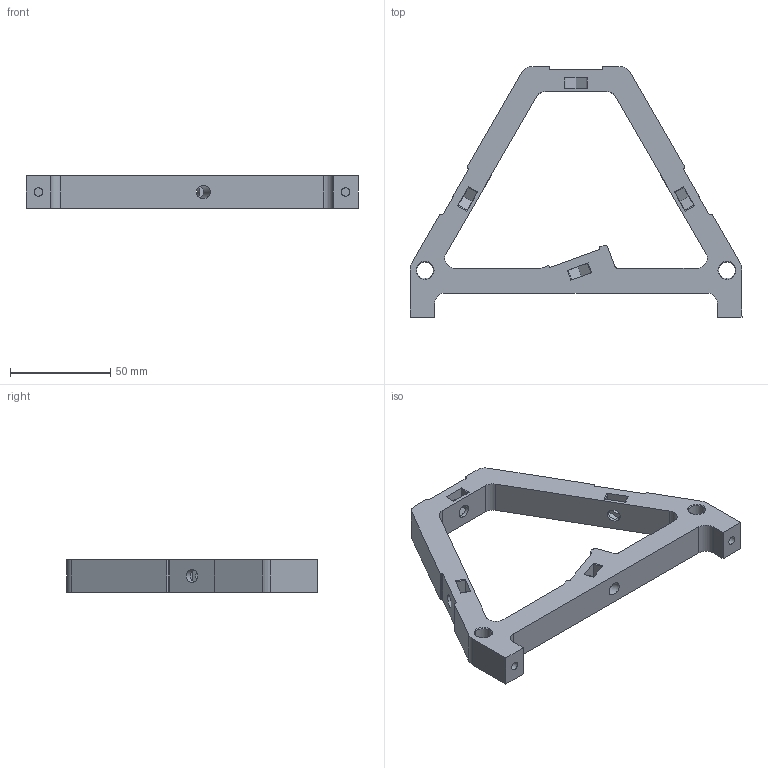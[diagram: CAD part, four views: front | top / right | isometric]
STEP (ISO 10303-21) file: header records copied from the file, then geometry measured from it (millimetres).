
FILE_DESCRIPTION(/* description */ (''),/* implementation_level */ '2;1');
FILE_NAME(/* name */ 'DIN rail test rack v14 v3.step',/* time_stamp */ '2023-09-30T19:49:44+02:00',/* author */ (''),/* organization */ (''),/* preprocessor_version */ 'ST-DEVELOPER v20',/* originating_system */ 'Autodesk Translation Framework v12.14.0.127',/* authorisation */ '');
FILE_SCHEMA (('AUTOMOTIVE_DESIGN { 1 0 10303 214 3 1 1 }'));
Length unit declared in the file: millimetre
Products named in the file (1): DIN rail test rack v14
Bounding box: 165.78 x 125 x 16 mm (x, y, z)
Volume: 86064.3 mm3; surface area: 28258.8 mm2
Topology: 1 solids, 1 shells, 113 faces, 311 edges, 206 vertices
Faces by surface type: plane 69, cylinder 40, cone 4
Full cylindrical faces by diameter (mm): 4.2 x2, 6.6 x8, 8.2 x2
Entity records: 3681 total; most frequent: CARTESIAN_POINT 631, DIRECTION 623, ORIENTED_EDGE 622, EDGE_CURVE 311, LINE 227, VECTOR 227, VERTEX_POINT 206, AXIS2_PLACEMENT_3D 198
